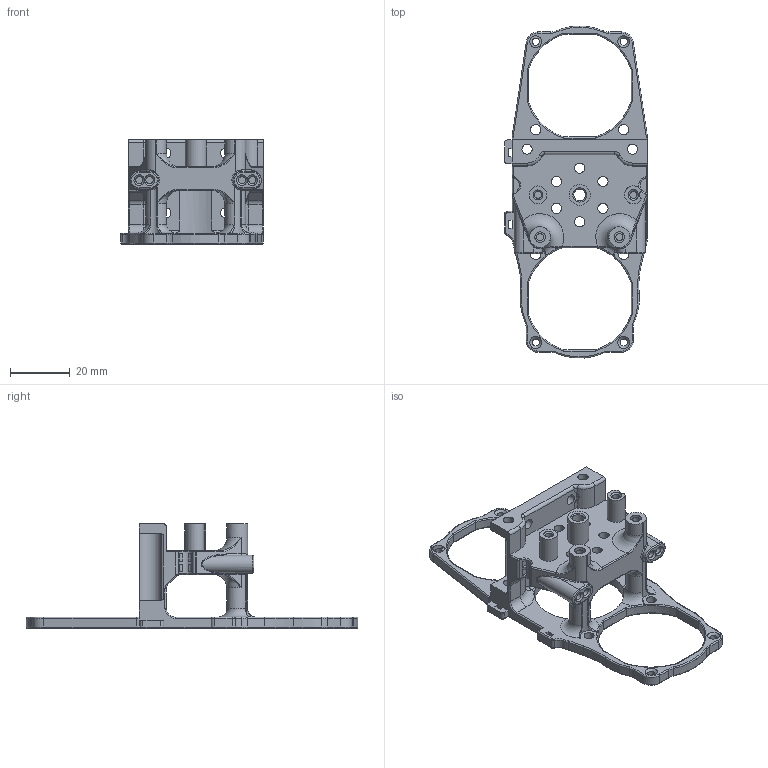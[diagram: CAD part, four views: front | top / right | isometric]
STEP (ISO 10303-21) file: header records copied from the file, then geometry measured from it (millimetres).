
FILE_DESCRIPTION(/* description */ (''),/* implementation_level */ '2;1');
FILE_NAME(/* name */ 'Jaguar Main Body.step',/* time_stamp */ '2024-04-04T12:47:53-04:00',/* author */ (''),/* organization */ (''),/* preprocessor_version */ 'ST-DEVELOPER v20',/* originating_system */ 'Autodesk Translation Framework v12.20.1.177',/* authorisation */ '');
FILE_SCHEMA (('AUTOMOTIVE_DESIGN { 1 0 10303 214 3 1 1 }'));
Length unit declared in the file: millimetre
Products named in the file (1): Jaguar Main Body
Bounding box: 47.9 x 111.34 x 35.03 mm (x, y, z)
Volume: 25262.1 mm3; surface area: 15520.4 mm2
Topology: 1 solids, 1 shells, 476 faces, 1183 edges, 704 vertices
Faces by surface type: cylinder 207, torus 102, plane 96, bspline 52, cone 15, sphere 4
Full cylindrical faces by diameter (mm): 2.4 x12, 3.4 x18, 4 x1, 5.5 x1, 5.8 x1, 6 x1, 7 x1, 30 x1
Entity records: 17234 total; most frequent: CARTESIAN_POINT 5881, DIRECTION 2430, ORIENTED_EDGE 2350, EDGE_CURVE 1175, AXIS2_PLACEMENT_3D 995, VERTEX_POINT 704, CIRCLE 556, EDGE_LOOP 547
